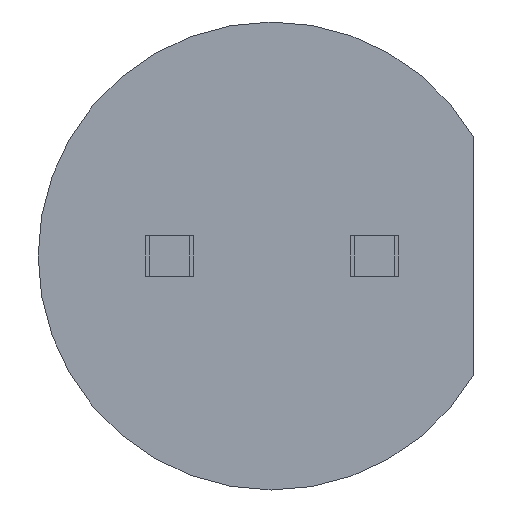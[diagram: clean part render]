
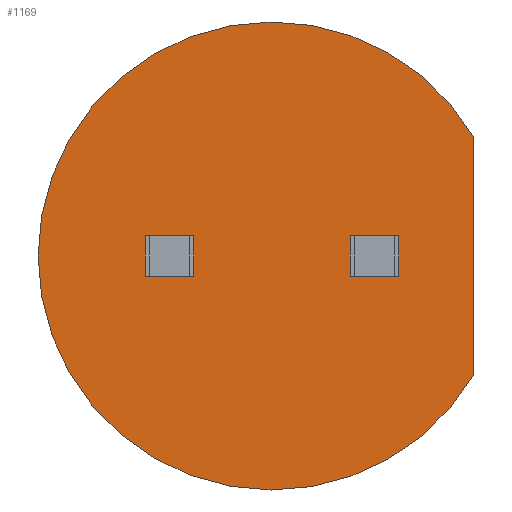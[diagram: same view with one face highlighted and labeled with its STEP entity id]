
A CAD part, front view. The second image highlights one B-rep face of the part: STEP entity #1169.
In plain terms, the highlighted planar face has unit normal (0, -1, 0).
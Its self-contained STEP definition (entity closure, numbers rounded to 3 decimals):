
#32 = EDGE_CURVE ( 'NONE', #779, #613, #469, .T. ) ;
#44 = AXIS2_PLACEMENT_3D ( 'NONE', #1627, #1248, #1246 ) ;
#45 = CARTESIAN_POINT ( 'NONE',  ( 0., 8.45, 0. ) ) ;
#54 = LINE ( 'NONE', #1263, #1477 ) ;
#75 = EDGE_CURVE ( 'NONE', #891, #1425, #1495, .T. ) ;
#87 = AXIS2_PLACEMENT_3D ( 'NONE', #141, #1378, #1150 ) ;
#104 = PLANE ( 'NONE',  #44 ) ;
#141 = CARTESIAN_POINT ( 'NONE',  ( 0., 8.45, 0. ) ) ;
#144 = CARTESIAN_POINT ( 'NONE',  ( 1.52, 8.45, 0.25 ) ) ;
#152 = DIRECTION ( 'NONE',  ( 0., 0., 1. ) ) ;
#182 = FACE_BOUND ( 'NONE', #1631, .T. ) ;
#210 = ORIENTED_EDGE ( 'NONE', *, *, #75, .T. ) ;
#214 = EDGE_CURVE ( 'NONE', #473, #1580, #976, .T. ) ;
#222 = EDGE_CURVE ( 'NONE', #709, #1577, #794, .T. ) ;
#227 = ORIENTED_EDGE ( 'NONE', *, *, #289, .F. ) ;
#263 = LINE ( 'NONE', #1257, #1513 ) ;
#266 = CARTESIAN_POINT ( 'NONE',  ( 1.02, 8.45, 0.25 ) ) ;
#273 = DIRECTION ( 'NONE',  ( 0., 0., -1. ) ) ;
#282 = LINE ( 'NONE', #1193, #350 ) ;
#289 = EDGE_CURVE ( 'NONE', #632, #1580, #514, .T. ) ;
#290 = CARTESIAN_POINT ( 'NONE',  ( -1.02, 8.45, 0.25 ) ) ;
#321 = ORIENTED_EDGE ( 'NONE', *, *, #1002, .T. ) ;
#342 = EDGE_CURVE ( 'NONE', #1425, #1260, #1565, .T. ) ;
#349 = VECTOR ( 'NONE', #719, 1000. ) ;
#350 = VECTOR ( 'NONE', #1322, 1000. ) ;
#373 = ORIENTED_EDGE ( 'NONE', *, *, #839, .F. ) ;
#380 = VECTOR ( 'NONE', #273, 1000. ) ;
#389 = EDGE_LOOP ( 'NONE', ( #1061, #756, #885, #321 ) ) ;
#417 = DIRECTION ( 'NONE',  ( -1., 0., 0. ) ) ;
#451 = CARTESIAN_POINT ( 'NONE',  ( 1.02, 8.45, 0.25 ) ) ;
#469 = LINE ( 'NONE', #1587, #349 ) ;
#473 = VERTEX_POINT ( 'NONE', #1613 ) ;
#479 = CARTESIAN_POINT ( 'NONE',  ( -1.02, 8.45, -0.25 ) ) ;
#489 = ORIENTED_EDGE ( 'NONE', *, *, #214, .T. ) ;
#507 = CARTESIAN_POINT ( 'NONE',  ( -1.52, 8.45, -0.25 ) ) ;
#514 = CIRCLE ( 'NONE', #87, 2.9 ) ;
#581 = CARTESIAN_POINT ( 'NONE',  ( 1.52, 8.45, -0.25 ) ) ;
#582 = ORIENTED_EDGE ( 'NONE', *, *, #342, .T. ) ;
#613 = VERTEX_POINT ( 'NONE', #855 ) ;
#621 = CIRCLE ( 'NONE', #955, 2.9 ) ;
#629 = CARTESIAN_POINT ( 'NONE',  ( -2.9, 8.45, 0. ) ) ;
#632 = VERTEX_POINT ( 'NONE', #629 ) ;
#633 = ORIENTED_EDGE ( 'NONE', *, *, #1089, .F. ) ;
#647 = FACE_OUTER_BOUND ( 'NONE', #983, .T. ) ;
#673 = DIRECTION ( 'NONE',  ( -1., 0., 0. ) ) ;
#678 = CARTESIAN_POINT ( 'NONE',  ( 2.5, 8.45, -1.47 ) ) ;
#698 = CARTESIAN_POINT ( 'NONE',  ( 2.5, 8.45, 1.47 ) ) ;
#709 = VERTEX_POINT ( 'NONE', #924 ) ;
#719 = DIRECTION ( 'NONE',  ( 0., 0., -1. ) ) ;
#756 = ORIENTED_EDGE ( 'NONE', *, *, #1023, .F. ) ;
#779 = VERTEX_POINT ( 'NONE', #451 ) ;
#794 = LINE ( 'NONE', #144, #380 ) ;
#833 = VECTOR ( 'NONE', #905, 1000. ) ;
#834 = DIRECTION ( 'NONE',  ( 0., 1., 0. ) ) ;
#839 = EDGE_CURVE ( 'NONE', #1202, #1260, #282, .T. ) ;
#855 = CARTESIAN_POINT ( 'NONE',  ( 1.02, 8.45, -0.25 ) ) ;
#878 = VECTOR ( 'NONE', #152, 1000. ) ;
#885 = ORIENTED_EDGE ( 'NONE', *, *, #222, .T. ) ;
#891 = VERTEX_POINT ( 'NONE', #1337 ) ;
#900 = DIRECTION ( 'NONE',  ( -1., 0., 0. ) ) ;
#905 = DIRECTION ( 'NONE',  ( 0., 0., -1. ) ) ;
#924 = CARTESIAN_POINT ( 'NONE',  ( 1.52, 8.45, 0.25 ) ) ;
#955 = AXIS2_PLACEMENT_3D ( 'NONE', #45, #834, #900 ) ;
#976 = LINE ( 'NONE', #678, #878 ) ;
#983 = EDGE_LOOP ( 'NONE', ( #489, #227, #1069 ) ) ;
#1002 = EDGE_CURVE ( 'NONE', #1577, #613, #263, .T. ) ;
#1023 = EDGE_CURVE ( 'NONE', #709, #779, #1253, .T. ) ;
#1061 = ORIENTED_EDGE ( 'NONE', *, *, #32, .F. ) ;
#1069 = ORIENTED_EDGE ( 'NONE', *, *, #1593, .F. ) ;
#1072 = CARTESIAN_POINT ( 'NONE',  ( -1.02, 8.45, -0.25 ) ) ;
#1089 = EDGE_CURVE ( 'NONE', #891, #1202, #54, .T. ) ;
#1150 = DIRECTION ( 'NONE',  ( -1., 0., 0. ) ) ;
#1151 = VECTOR ( 'NONE', #1164, 1000. ) ;
#1164 = DIRECTION ( 'NONE',  ( -1., 0., 0. ) ) ;
#1169 = ADVANCED_FACE ( 'NONE', ( #182, #647, #1594 ), #104, .T. ) ;
#1193 = CARTESIAN_POINT ( 'NONE',  ( -1.52, 8.45, 0.25 ) ) ;
#1202 = VERTEX_POINT ( 'NONE', #1621 ) ;
#1246 = DIRECTION ( 'NONE',  ( 1., 0., 0. ) ) ;
#1248 = DIRECTION ( 'NONE',  ( 0., -1., 0. ) ) ;
#1253 = LINE ( 'NONE', #266, #1392 ) ;
#1257 = CARTESIAN_POINT ( 'NONE',  ( 1.02, 8.45, -0.25 ) ) ;
#1260 = VERTEX_POINT ( 'NONE', #507 ) ;
#1263 = CARTESIAN_POINT ( 'NONE',  ( -1.02, 8.45, 0.25 ) ) ;
#1322 = DIRECTION ( 'NONE',  ( 0., 0., -1. ) ) ;
#1337 = CARTESIAN_POINT ( 'NONE',  ( -1.02, 8.45, 0.25 ) ) ;
#1378 = DIRECTION ( 'NONE',  ( 0., 1., 0. ) ) ;
#1392 = VECTOR ( 'NONE', #673, 1000. ) ;
#1425 = VERTEX_POINT ( 'NONE', #479 ) ;
#1477 = VECTOR ( 'NONE', #417, 1000. ) ;
#1495 = LINE ( 'NONE', #290, #833 ) ;
#1513 = VECTOR ( 'NONE', #1514, 1000. ) ;
#1514 = DIRECTION ( 'NONE',  ( -1., 0., 0. ) ) ;
#1565 = LINE ( 'NONE', #1072, #1151 ) ;
#1577 = VERTEX_POINT ( 'NONE', #581 ) ;
#1580 = VERTEX_POINT ( 'NONE', #698 ) ;
#1587 = CARTESIAN_POINT ( 'NONE',  ( 1.02, 8.45, 0.25 ) ) ;
#1593 = EDGE_CURVE ( 'NONE', #473, #632, #621, .T. ) ;
#1594 = FACE_BOUND ( 'NONE', #389, .T. ) ;
#1613 = CARTESIAN_POINT ( 'NONE',  ( 2.5, 8.45, -1.47 ) ) ;
#1621 = CARTESIAN_POINT ( 'NONE',  ( -1.52, 8.45, 0.25 ) ) ;
#1627 = CARTESIAN_POINT ( 'NONE',  ( 0., 8.45, 0. ) ) ;
#1631 = EDGE_LOOP ( 'NONE', ( #633, #210, #582, #373 ) ) ;
